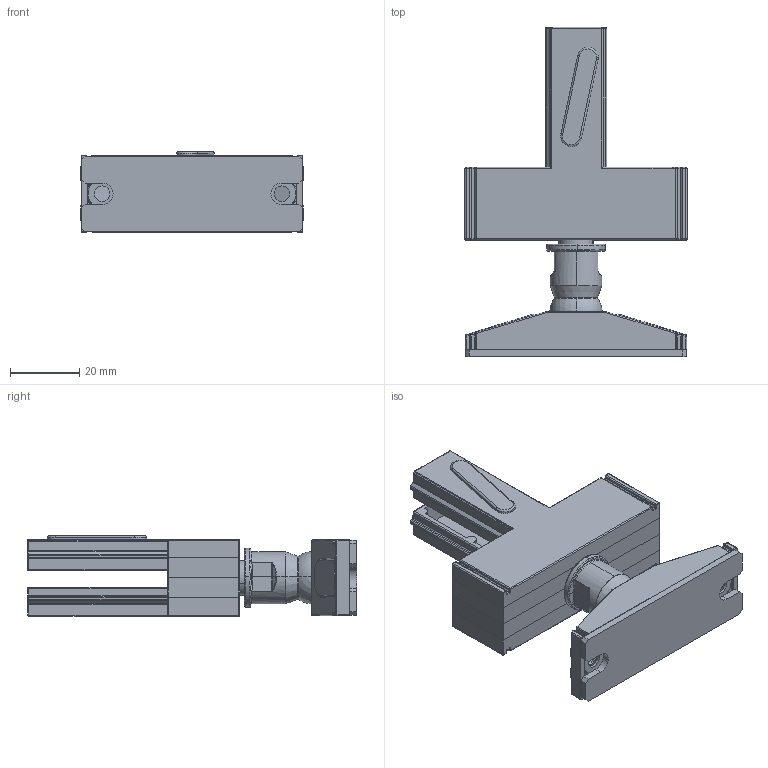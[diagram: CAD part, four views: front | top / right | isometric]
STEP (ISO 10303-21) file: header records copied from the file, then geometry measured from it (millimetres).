
FILE_DESCRIPTION (( 'STEP AP214' ), '1' );
FILE_NAME ('70211.STEP', '2021-03-03T08:21:56', ( '' ), ( '' ), 'SwSTEP 2.0', 'SolidWorks 2020', '' );
FILE_SCHEMA (( 'AUTOMOTIVE_DESIGN' ));
Length unit declared in the file: millimetre
Products named in the file (12): PE17009023_FIELTRO_NIVELADOR_ZERO; PE17009009_CUERPO_NIVEL_2_RevC; TUER_DIN934_M10; 70211; PE17009B03_NIVEL_CUERPO1_ZERO_RevB_MONTADO EN PERFIL; PE17009003_TAPA_SOP_ZERO_RevB; PE17009008_CUERPO_NIVEL_1_RevC; PE17009010_ROTULA_NIVEL_ZERO; PE17009011_PERNO_NIVEL_ZERO; PE17009012_BASE_NIVEL_ZERO_RevB; PE17009027_TAPA_PLAST_ACCE_ZERO_RevB; PE17009013_TAPA_TOR_BASE_NIVEL_ZERO_RevC
Assembly tree (12 placements, depth 3):
  70211
    PE17009009_CUERPO_NIVEL_2_RevC
    PE17009B03_NIVEL_CUERPO1_ZERO_RevB_MONTADO EN PERFIL
      PE17009008_CUERPO_NIVEL_1_RevC
      PE17009003_TAPA_SOP_ZERO_RevB
      PE17009027_TAPA_PLAST_ACCE_ZERO_RevB
    TUER_DIN934_M10
    PE17009010_ROTULA_NIVEL_ZERO
    PE17009011_PERNO_NIVEL_ZERO
    PE17009012_BASE_NIVEL_ZERO_RevB
    PE17009013_TAPA_TOR_BASE_NIVEL_ZERO_RevC  x2
    PE17009023_FIELTRO_NIVELADOR_ZERO
Bounding box: 64.2 x 95.14 x 23.2 mm (x, y, z)
Volume: 36480.4 mm3; surface area: 36691.1 mm2
Topology: 11 solids, 11 shells, 2100 faces, 5269 edges, 3159 vertices
Faces by surface type: cylinder 624, bspline 571, plane 479, sphere 169, torus 132, cone 125
Entity records: 72993 total; most frequent: CARTESIAN_POINT 30596, ORIENTED_EDGE 9822, DIRECTION 7448, EDGE_CURVE 4911, VERTEX_POINT 2985, AXIS2_PLACEMENT_3D 2774, EDGE_LOOP 2042, FACE_OUTER_BOUND 1982
